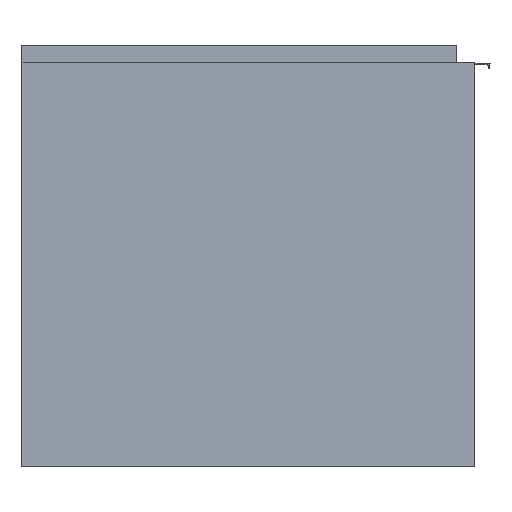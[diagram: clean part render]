
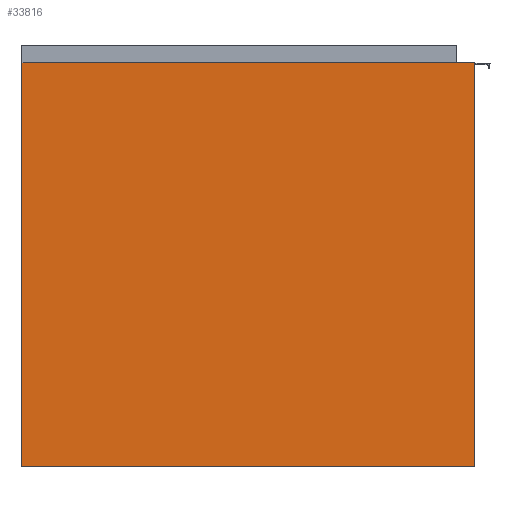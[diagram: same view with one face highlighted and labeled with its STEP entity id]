
A CAD part, left-side view. The second image highlights one B-rep face of the part: STEP entity #33816.
In plain terms, the highlighted planar face has unit normal (-1, 0, 0).
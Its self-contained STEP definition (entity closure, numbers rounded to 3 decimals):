
#3193=FACE_OUTER_BOUND('',#5143,.T.);
#5143=EDGE_LOOP('',(#26491,#26492,#26493,#26494));
#8152=LINE('',#52019,#11866);
#8156=LINE('',#52027,#11870);
#8159=LINE('',#52033,#11873);
#8162=LINE('',#52038,#11876);
#11866=VECTOR('',#42224,462.);
#11870=VECTOR('',#42230,412.);
#11873=VECTOR('',#42235,462.);
#11876=VECTOR('',#42240,412.);
#15205=VERTEX_POINT('',#52017);
#15206=VERTEX_POINT('',#52018);
#15209=VERTEX_POINT('',#52026);
#15211=VERTEX_POINT('',#52032);
#19240=EDGE_CURVE('',#15205,#15206,#8152,.T.);
#19244=EDGE_CURVE('',#15209,#15205,#8156,.T.);
#19247=EDGE_CURVE('',#15211,#15209,#8159,.T.);
#19250=EDGE_CURVE('',#15206,#15211,#8162,.T.);
#26491=ORIENTED_EDGE('',*,*,#19250,.F.);
#26492=ORIENTED_EDGE('',*,*,#19240,.F.);
#26493=ORIENTED_EDGE('',*,*,#19244,.F.);
#26494=ORIENTED_EDGE('',*,*,#19247,.F.);
#32370=PLANE('',#36112);
#33816=ADVANCED_FACE('',(#3193),#32370,.F.);
#36112=AXIS2_PLACEMENT_3D('',#52041,#42244,#42245);
#42224=DIRECTION('',(0.,1.,0.));
#42230=DIRECTION('',(0.,0.,-1.));
#42235=DIRECTION('',(0.,-1.,0.));
#42240=DIRECTION('',(0.,0.,1.));
#42244=DIRECTION('center_axis',(1.,0.,0.));
#42245=DIRECTION('ref_axis',(0.,0.,-1.));
#52017=CARTESIAN_POINT('',(0.,0.,0.));
#52018=CARTESIAN_POINT('',(0.,462.,0.));
#52019=CARTESIAN_POINT('',(0.,0.,0.));
#52026=CARTESIAN_POINT('',(0.,0.,412.));
#52027=CARTESIAN_POINT('',(0.,0.,412.));
#52032=CARTESIAN_POINT('',(0.,462.,412.));
#52033=CARTESIAN_POINT('',(0.,462.,412.));
#52038=CARTESIAN_POINT('',(0.,462.,0.));
#52041=CARTESIAN_POINT('Origin',(0.,231.,206.));
